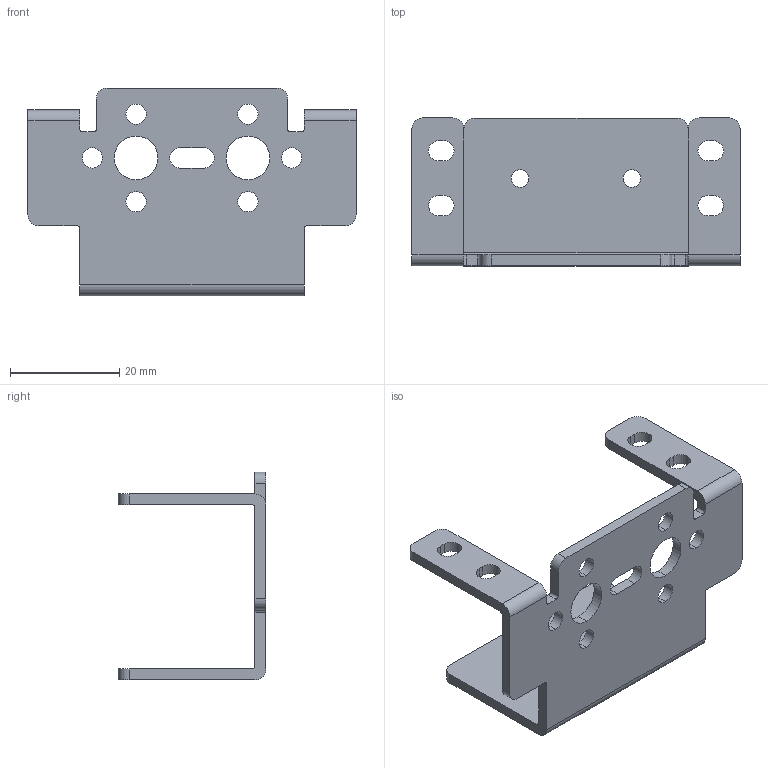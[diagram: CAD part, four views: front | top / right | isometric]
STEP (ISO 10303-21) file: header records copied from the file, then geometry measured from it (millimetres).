
FILE_DESCRIPTION (( 'STEP AP214' ), '1' );
FILE_NAME ('39060_TXM-Standard Servo Bracket.STEP', '2017-01-16T14:18:41', ( '' ), ( '' ), 'SwSTEP 2.0', 'SolidWorks 2016', '' );
FILE_SCHEMA (( 'AUTOMOTIVE_DESIGN' ));
Length unit declared in the file: millimetre
Products named in the file (2): 39060_TXM-Standard Servo Bracket
Bounding box: 60 x 27 x 37.99 mm (x, y, z)
Volume: 6227.5 mm3; surface area: 7341.2 mm2
Topology: 1 solids, 1 shells, 90 faces, 264 edges, 176 vertices
Faces by surface type: cylinder 56, plane 34
Entity records: 3149 total; most frequent: DIRECTION 560, CARTESIAN_POINT 532, ORIENTED_EDGE 528, EDGE_CURVE 264, AXIS2_PLACEMENT_3D 204, VERTEX_POINT 176, VECTOR 152, LINE 152
